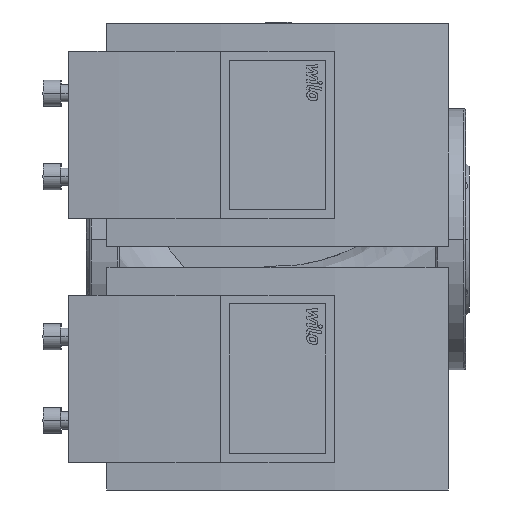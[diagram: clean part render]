
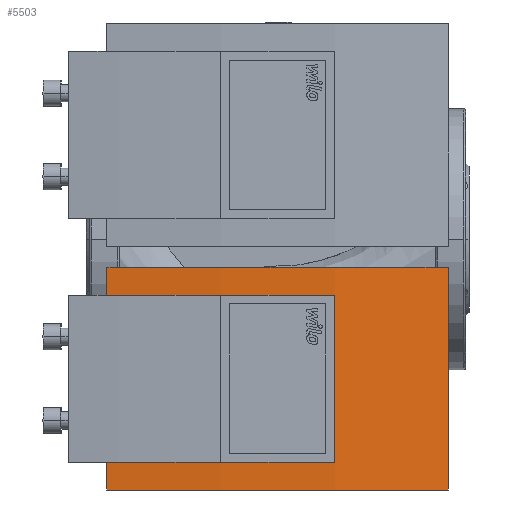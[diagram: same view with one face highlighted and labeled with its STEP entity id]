
A CAD part, front view. The second image highlights one B-rep face of the part: STEP entity #5503.
In plain terms, the highlighted cylindrical face has radius 931.1 mm (diameter 1862.2 mm), a partial arc.
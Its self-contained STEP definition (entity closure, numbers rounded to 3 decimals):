
#5428=CARTESIAN_POINT('',(208.0,-257.828,-16.));
#5429=VERTEX_POINT('',#5428);
#5437=CARTESIAN_POINT('',(12.,-257.828,-16.));
#5438=VERTEX_POINT('',#5437);
#5445=CARTESIAN_POINT('',(110.,668.1,-16.));
#5446=DIRECTION('',(0.,0.,-1.0));
#5447=DIRECTION('',(-0.105,0.994,0.));
#5448=AXIS2_PLACEMENT_3D('',#5445,#5446,#5447);
#5449=CIRCLE('',#5448,931.1);
#5450=EDGE_CURVE('',#5429,#5438,#5449,.T.);
#5460=CARTESIAN_POINT('',(12.,-257.828,-144.0));
#5461=VERTEX_POINT('',#5460);
#5468=CARTESIAN_POINT('',(12.,-257.828,-144.0));
#5469=DIRECTION('',(0.0,0.0,1.0));
#5470=VECTOR('',#5469,128.);
#5471=LINE('',#5468,#5470);
#5472=EDGE_CURVE('',#5461,#5438,#5471,.T.);
#5479=CARTESIAN_POINT('',(110.,668.1,-80.));
#5480=DIRECTION('',(0.,0.,-1.0));
#5481=DIRECTION('',(-0.105,0.994,0.));
#5482=AXIS2_PLACEMENT_3D('',#5479,#5480,#5481);
#5483=CYLINDRICAL_SURFACE('',#5482,931.1);
#5484=CARTESIAN_POINT('',(208.0,-257.828,-144.));
#5485=VERTEX_POINT('',#5484);
#5486=CARTESIAN_POINT('',(110.,668.1,-144.));
#5487=DIRECTION('',(0.,0.,1.0));
#5488=DIRECTION('',(-0.105,0.994,0.));
#5489=AXIS2_PLACEMENT_3D('',#5486,#5487,#5488);
#5490=CIRCLE('',#5489,931.1);
#5491=EDGE_CURVE('',#5461,#5485,#5490,.T.);
#5492=ORIENTED_EDGE('',*,*,#5491,.T.);
#5493=CARTESIAN_POINT('',(208.0,-257.828,-144.));
#5494=DIRECTION('',(0.0,0.0,1.0));
#5495=VECTOR('',#5494,128.);
#5496=LINE('',#5493,#5495);
#5497=EDGE_CURVE('',#5485,#5429,#5496,.T.);
#5498=ORIENTED_EDGE('',*,*,#5497,.T.);
#5499=ORIENTED_EDGE('',*,*,#5450,.T.);
#5500=ORIENTED_EDGE('',*,*,#5472,.F.);
#5501=EDGE_LOOP('',(#5492,#5498,#5499,#5500));
#5502=FACE_OUTER_BOUND('',#5501,.T.);
#5503=ADVANCED_FACE('',(#5502),#5483,.T.);
